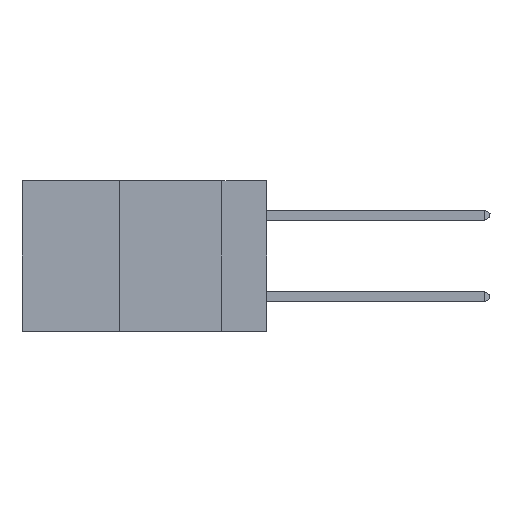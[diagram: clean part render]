
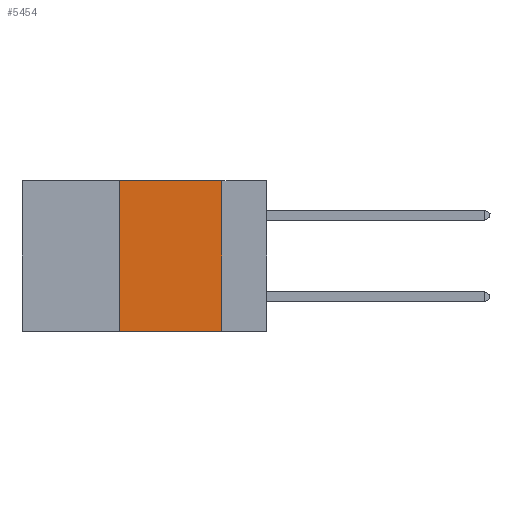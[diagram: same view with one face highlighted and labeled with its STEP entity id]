
A CAD part, left-side view. The second image highlights one B-rep face of the part: STEP entity #5454.
In plain terms, the highlighted planar face has unit normal (-1, 0, 0).
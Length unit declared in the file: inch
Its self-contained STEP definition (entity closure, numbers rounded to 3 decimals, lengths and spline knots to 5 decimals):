
#1089 = FACE_OUTER_BOUND ( 'NONE', #3407, .T. ) ;
#1836 = CARTESIAN_POINT ( 'NONE',  ( 0., 0.6, -0.37 ) ) ;
#1934 = LINE ( 'NONE', #1836, #14709 ) ;
#2070 = VERTEX_POINT ( 'NONE', #9655 ) ;
#2085 = VERTEX_POINT ( 'NONE', #5638 ) ;
#2503 = EDGE_CURVE ( 'NONE', #2085, #8734, #1934, .T. ) ;
#3407 = EDGE_LOOP ( 'NONE', ( #7133, #3992, #10455, #10753 ) ) ;
#3992 = ORIENTED_EDGE ( 'NONE', *, *, #15387, .F. ) ;
#4035 = CARTESIAN_POINT ( 'NONE',  ( 0., 0.36, 0. ) ) ;
#4501 = CARTESIAN_POINT ( 'NONE',  ( 0., 0.36, 0. ) ) ;
#4591 = EDGE_CURVE ( 'NONE', #2085, #15550, #8354, .T. ) ;
#5454 = ADVANCED_FACE ( 'NONE', ( #1089 ), #8000, .F. ) ;
#5509 = CARTESIAN_POINT ( 'NONE',  ( 0., 0.6, 0. ) ) ;
#5549 = VECTOR ( 'NONE', #5798, 39.37008 ) ;
#5638 = CARTESIAN_POINT ( 'NONE',  ( 0., 0.36, -0.37 ) ) ;
#5798 = DIRECTION ( 'NONE',  ( 0., 0., -1. ) ) ;
#6773 = DIRECTION ( 'NONE',  ( 0., 0., -1. ) ) ;
#7133 = ORIENTED_EDGE ( 'NONE', *, *, #10787, .F. ) ;
#8000 = PLANE ( 'NONE',  #12386 ) ;
#8162 = VECTOR ( 'NONE', #10372, 39.37008 ) ;
#8354 = LINE ( 'NONE', #4035, #11539 ) ;
#8527 = LINE ( 'NONE', #13148, #5549 ) ;
#8734 = VERTEX_POINT ( 'NONE', #9923 ) ;
#9224 = CARTESIAN_POINT ( 'NONE',  ( 0., 0.6, 0. ) ) ;
#9655 = CARTESIAN_POINT ( 'NONE',  ( 0., 0.11, 0. ) ) ;
#9923 = CARTESIAN_POINT ( 'NONE',  ( 0., 0.11, -0.37 ) ) ;
#10255 = DIRECTION ( 'NONE',  ( 0., 0., 1. ) ) ;
#10372 = DIRECTION ( 'NONE',  ( 0., -1., 0. ) ) ;
#10455 = ORIENTED_EDGE ( 'NONE', *, *, #4591, .F. ) ;
#10753 = ORIENTED_EDGE ( 'NONE', *, *, #2503, .T. ) ;
#10787 = EDGE_CURVE ( 'NONE', #2070, #8734, #8527, .T. ) ;
#11539 = VECTOR ( 'NONE', #10255, 39.37008 ) ;
#11740 = DIRECTION ( 'NONE',  ( 0., -1., 0. ) ) ;
#12386 = AXIS2_PLACEMENT_3D ( 'NONE', #5509, #14054, #6773 ) ;
#13148 = CARTESIAN_POINT ( 'NONE',  ( 0., 0.11, 0. ) ) ;
#14054 = DIRECTION ( 'NONE',  ( 1., 0., 0. ) ) ;
#14164 = LINE ( 'NONE', #9224, #8162 ) ;
#14709 = VECTOR ( 'NONE', #11740, 39.37008 ) ;
#15387 = EDGE_CURVE ( 'NONE', #15550, #2070, #14164, .T. ) ;
#15550 = VERTEX_POINT ( 'NONE', #4501 ) ;
